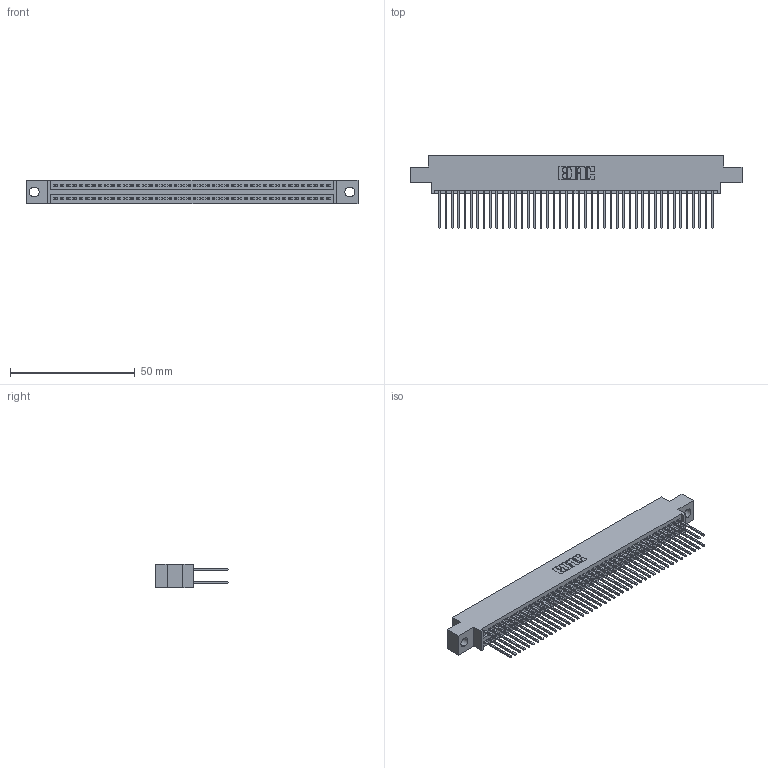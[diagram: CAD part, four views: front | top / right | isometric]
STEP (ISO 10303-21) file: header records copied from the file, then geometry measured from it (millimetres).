
FILE_DESCRIPTION (( 'STEP AP203' ), '1' );
FILE_NAME ('395-088-540-804.STEP', '2021-06-17T09:29:24', ( '' ), ( '' ), 'SwSTEP 2.0', 'SolidWorks 2020', '' );
FILE_SCHEMA (( 'CONFIG_CONTROL_DESIGN' ));
Length unit declared in the file: inch
Products named in the file (3): 345-292-001_345-293-140; 395-088-540-804; 345 Part_0.170 Offset - 0.156 Dia-TI
Assembly tree (89 placements, depth 2):
  395-088-540-804
    345 Part_0.170 Offset - 0.156 Dia-TI
    345-292-001_345-293-140  x88
Bounding box: 132.97 x 29.13 x 9.4 mm (x, y, z)
Volume: 13049.6 mm3; surface area: 20871 mm2
Topology: 89 solids, 89 shells, 4544 faces, 13501 edges, 8882 vertices
Faces by surface type: plane 3002, cylinder 1542
Entity records: 34823 total; most frequent: CARTESIAN_POINT 5842, ORIENTED_EDGE 5774, DIRECTION 5147, EDGE_CURVE 2887, VECTOR 2579, LINE 2579, VERTEX_POINT 1922, AXIS2_PLACEMENT_3D 1284
